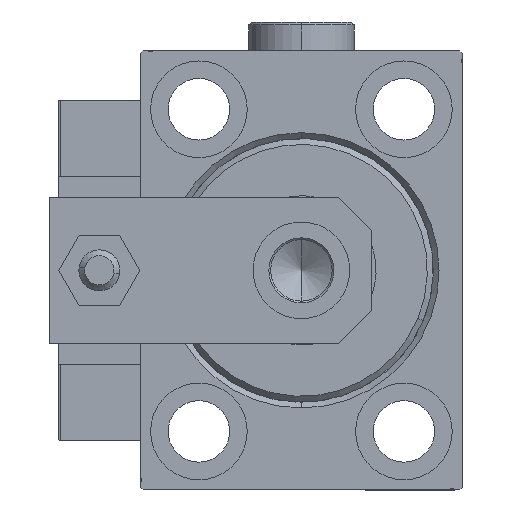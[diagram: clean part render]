
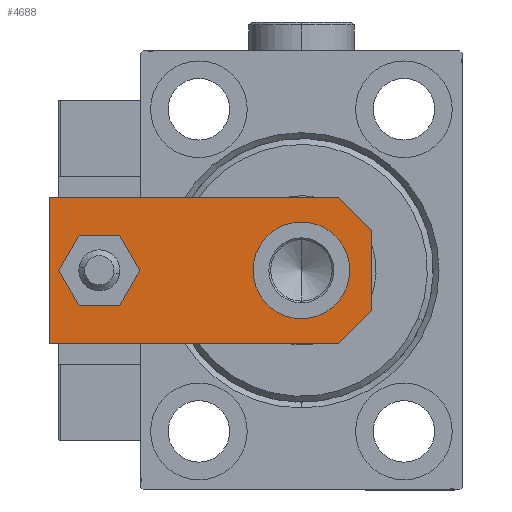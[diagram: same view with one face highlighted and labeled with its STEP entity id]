
A CAD part, left-side view. The second image highlights one B-rep face of the part: STEP entity #4688.
In plain terms, the highlighted face is planar.
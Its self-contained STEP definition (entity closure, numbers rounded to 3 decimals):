
#185 = DIRECTION ( 'NONE',  ( 1., 0., 0. ) ) ;
#343 = DIRECTION ( 'NONE',  ( 0.707, 0.707, 0. ) ) ;
#775 = EDGE_CURVE ( 'NONE', #37720, #10275, #15445, .T. ) ;
#1219 = VECTOR ( 'NONE', #27960, 1000. ) ;
#1994 = ORIENTED_EDGE ( 'NONE', *, *, #14099, .T. ) ;
#2914 = CARTESIAN_POINT ( 'NONE',  ( -12.5, 0., 6. ) ) ;
#3638 = FACE_OUTER_BOUND ( 'NONE', #49483, .T. ) ;
#3934 = CARTESIAN_POINT ( 'NONE',  ( 0., 12., 6. ) ) ;
#4477 = CARTESIAN_POINT ( 'NONE',  ( 0., 12., 6. ) ) ;
#4688 = ADVANCED_FACE ( 'NONE', ( #19807, #3638, #15894 ), #31539, .T. ) ;
#6865 = ORIENTED_EDGE ( 'NONE', *, *, #16658, .T. ) ;
#7447 = ORIENTED_EDGE ( 'NONE', *, *, #27928, .F. ) ;
#8608 = ORIENTED_EDGE ( 'NONE', *, *, #43658, .T. ) ;
#9134 = CARTESIAN_POINT ( 'NONE',  ( 12.5, 0., 6. ) ) ;
#9145 = CIRCLE ( 'NONE', #48247, 8.25 ) ;
#9409 = DIRECTION ( 'NONE',  ( 0., 0., 1. ) ) ;
#10275 = VERTEX_POINT ( 'NONE', #11698 ) ;
#10951 = AXIS2_PLACEMENT_3D ( 'NONE', #20060, #12258, #19025 ) ;
#11196 = CARTESIAN_POINT ( 'NONE',  ( -12.5, 5.66, 6. ) ) ;
#11698 = CARTESIAN_POINT ( 'NONE',  ( 6.84, 0., 6. ) ) ;
#12258 = DIRECTION ( 'NONE',  ( 0., 0., 1. ) ) ;
#12829 = DIRECTION ( 'NONE',  ( 1., 0., 0. ) ) ;
#13038 = CARTESIAN_POINT ( 'NONE',  ( 12.5, 55., 6. ) ) ;
#14061 = VERTEX_POINT ( 'NONE', #46719 ) ;
#14099 = EDGE_CURVE ( 'NONE', #10275, #14061, #15215, .T. ) ;
#14425 = EDGE_CURVE ( 'NONE', #38790, #32299, #37109, .T. ) ;
#14998 = CARTESIAN_POINT ( 'NONE',  ( -12.5, 55., 6. ) ) ;
#15215 = LINE ( 'NONE', #39975, #37907 ) ;
#15445 = LINE ( 'NONE', #2914, #1219 ) ;
#15791 = ORIENTED_EDGE ( 'NONE', *, *, #775, .T. ) ;
#15894 = FACE_BOUND ( 'NONE', #48471, .T. ) ;
#16182 = CIRCLE ( 'NONE', #27005, 4. ) ;
#16658 = EDGE_CURVE ( 'NONE', #43795, #37720, #45025, .T. ) ;
#17601 = CARTESIAN_POINT ( 'NONE',  ( 0., 46.5, 6. ) ) ;
#17629 = EDGE_LOOP ( 'NONE', ( #39856, #36201 ) ) ;
#18102 = VERTEX_POINT ( 'NONE', #28095 ) ;
#19025 = DIRECTION ( 'NONE',  ( 1., 0., 0. ) ) ;
#19807 = FACE_BOUND ( 'NONE', #17629, .T. ) ;
#19844 = DIRECTION ( 'NONE',  ( 0., 0., 1. ) ) ;
#20060 = CARTESIAN_POINT ( 'NONE',  ( 0., 0., 6. ) ) ;
#20099 = CARTESIAN_POINT ( 'NONE',  ( -8.25, 12., 6. ) ) ;
#20264 = CARTESIAN_POINT ( 'NONE',  ( 0., 46.5, 6. ) ) ;
#20794 = CIRCLE ( 'NONE', #40771, 4. ) ;
#20844 = DIRECTION ( 'NONE',  ( -1., 0., 0. ) ) ;
#21583 = EDGE_CURVE ( 'NONE', #49726, #43795, #34536, .T. ) ;
#24733 = DIRECTION ( 'NONE',  ( 0.707, -0.707, 0. ) ) ;
#24775 = CARTESIAN_POINT ( 'NONE',  ( -4., 46.5, 6. ) ) ;
#24866 = ORIENTED_EDGE ( 'NONE', *, *, #50234, .T. ) ;
#26934 = CARTESIAN_POINT ( 'NONE',  ( 8.25, 12., 6. ) ) ;
#27005 = AXIS2_PLACEMENT_3D ( 'NONE', #17601, #33492, #50124 ) ;
#27064 = VECTOR ( 'NONE', #24733, 1000. ) ;
#27928 = EDGE_CURVE ( 'NONE', #32299, #38790, #9145, .T. ) ;
#27960 = DIRECTION ( 'NONE',  ( 1., 0., 0. ) ) ;
#28095 = CARTESIAN_POINT ( 'NONE',  ( 12.5, 55., 6. ) ) ;
#28119 = VERTEX_POINT ( 'NONE', #37553 ) ;
#28548 = EDGE_CURVE ( 'NONE', #28119, #31455, #20794, .T. ) ;
#28923 = VECTOR ( 'NONE', #46506, 1000. ) ;
#31229 = ORIENTED_EDGE ( 'NONE', *, *, #14425, .F. ) ;
#31430 = VECTOR ( 'NONE', #20844, 1000. ) ;
#31455 = VERTEX_POINT ( 'NONE', #24775 ) ;
#31539 = PLANE ( 'NONE',  #10951 ) ;
#32299 = VERTEX_POINT ( 'NONE', #20099 ) ;
#33492 = DIRECTION ( 'NONE',  ( 0., 0., 1. ) ) ;
#33790 = ORIENTED_EDGE ( 'NONE', *, *, #21583, .T. ) ;
#34536 = LINE ( 'NONE', #14998, #28923 ) ;
#35745 = DIRECTION ( 'NONE',  ( 1., 0., 0. ) ) ;
#36160 = VECTOR ( 'NONE', #37531, 1000. ) ;
#36201 = ORIENTED_EDGE ( 'NONE', *, *, #28548, .F. ) ;
#37109 = CIRCLE ( 'NONE', #46221, 8.25 ) ;
#37227 = CARTESIAN_POINT ( 'NONE',  ( -3.42, -3.42, 6. ) ) ;
#37531 = DIRECTION ( 'NONE',  ( 0., 1., 0. ) ) ;
#37553 = CARTESIAN_POINT ( 'NONE',  ( 4., 46.5, 6. ) ) ;
#37720 = VERTEX_POINT ( 'NONE', #38056 ) ;
#37907 = VECTOR ( 'NONE', #343, 1000. ) ;
#37943 = CARTESIAN_POINT ( 'NONE',  ( -12.5, 55., 6. ) ) ;
#38056 = CARTESIAN_POINT ( 'NONE',  ( -6.84, 0., 6. ) ) ;
#38790 = VERTEX_POINT ( 'NONE', #26934 ) ;
#39856 = ORIENTED_EDGE ( 'NONE', *, *, #42963, .F. ) ;
#39975 = CARTESIAN_POINT ( 'NONE',  ( 3.42, -3.42, 6. ) ) ;
#40771 = AXIS2_PLACEMENT_3D ( 'NONE', #20264, #47871, #185 ) ;
#42963 = EDGE_CURVE ( 'NONE', #31455, #28119, #16182, .T. ) ;
#43658 = EDGE_CURVE ( 'NONE', #14061, #18102, #45591, .T. ) ;
#43795 = VERTEX_POINT ( 'NONE', #11196 ) ;
#44556 = LINE ( 'NONE', #13038, #31430 ) ;
#45025 = LINE ( 'NONE', #37227, #27064 ) ;
#45591 = LINE ( 'NONE', #9134, #36160 ) ;
#46221 = AXIS2_PLACEMENT_3D ( 'NONE', #3934, #19844, #35745 ) ;
#46506 = DIRECTION ( 'NONE',  ( 0., -1., 0. ) ) ;
#46719 = CARTESIAN_POINT ( 'NONE',  ( 12.5, 5.66, 6. ) ) ;
#47871 = DIRECTION ( 'NONE',  ( 0., 0., 1. ) ) ;
#48247 = AXIS2_PLACEMENT_3D ( 'NONE', #4477, #9409, #12829 ) ;
#48471 = EDGE_LOOP ( 'NONE', ( #7447, #31229 ) ) ;
#49483 = EDGE_LOOP ( 'NONE', ( #33790, #6865, #15791, #1994, #8608, #24866 ) ) ;
#49726 = VERTEX_POINT ( 'NONE', #37943 ) ;
#50124 = DIRECTION ( 'NONE',  ( 1., 0., 0. ) ) ;
#50234 = EDGE_CURVE ( 'NONE', #18102, #49726, #44556, .T. ) ;
